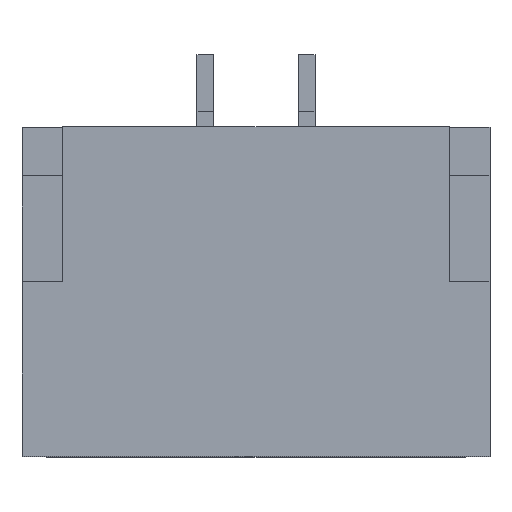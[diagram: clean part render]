
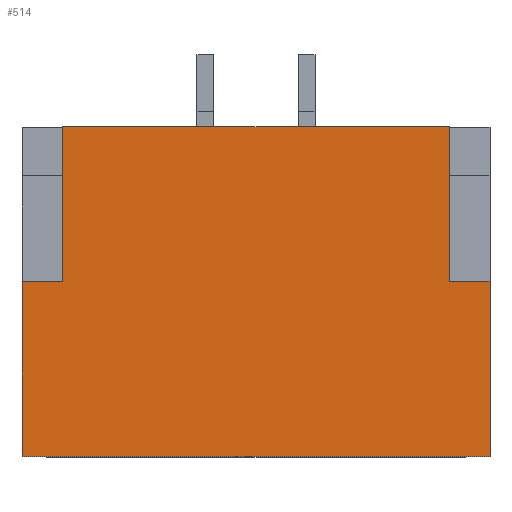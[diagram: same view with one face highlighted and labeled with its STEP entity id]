
A CAD part, top view. The second image highlights one B-rep face of the part: STEP entity #514.
In plain terms, the highlighted planar face has unit normal (0, 0, 1).
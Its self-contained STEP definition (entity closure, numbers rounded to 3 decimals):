
#28=VECTOR('',#29,1.);
#29=DIRECTION('',(0.,-1.,0.));
#58=DIRECTION('',(0.,0.,1.));
#76=VERTEX_POINT('',#77);
#77=CARTESIAN_POINT('',(-2.875,-0.32,4.245));
#79=ORIENTED_EDGE('',*,*,#80,.T.);
#80=EDGE_CURVE('',#76,#81,#83,.T.);
#81=VERTEX_POINT('',#82);
#82=CARTESIAN_POINT('',(-2.875,-2.47,4.245));
#83=LINE('',#84,#28);
#84=CARTESIAN_POINT('',(-2.875,1.58,4.245));
#96=VECTOR('',#97,1.);
#97=DIRECTION('',(0.,1.,0.));
#113=DIRECTION('',(1.,0.,0.));
#122=VECTOR('',#113,1.);
#317=VERTEX_POINT('',#318);
#318=CARTESIAN_POINT('',(2.875,-2.47,4.245));
#322=EDGE_CURVE('',#81,#317,#323,.T.);
#323=LINE('',#82,#122);
#514=ADVANCED_FACE('',(#515),#547,.T.);
#515=FACE_BOUND('',#516,.T.);
#516=EDGE_LOOP('',(#517,#524,#529,#79,#532,#533,#539,#544));
#517=ORIENTED_EDGE('',*,*,#518,.F.);
#518=EDGE_CURVE('',#519,#521,#523,.T.);
#519=VERTEX_POINT('',#520);
#520=CARTESIAN_POINT('',(-2.375,1.58,4.245));
#521=VERTEX_POINT('',#522);
#522=CARTESIAN_POINT('',(2.375,1.58,4.245));
#523=LINE('',#84,#122);
#524=ORIENTED_EDGE('',*,*,#525,.F.);
#525=EDGE_CURVE('',#526,#519,#528,.T.);
#526=VERTEX_POINT('',#527);
#527=CARTESIAN_POINT('',(-2.375,-0.32,4.245));
#528=LINE('',#527,#96);
#529=ORIENTED_EDGE('',*,*,#530,.F.);
#530=EDGE_CURVE('',#76,#526,#531,.T.);
#531=LINE('',#77,#122);
#532=ORIENTED_EDGE('',*,*,#322,.T.);
#533=ORIENTED_EDGE('',*,*,#534,.F.);
#534=EDGE_CURVE('',#535,#317,#537,.T.);
#535=VERTEX_POINT('',#536);
#536=CARTESIAN_POINT('',(2.875,-0.32,4.245));
#537=LINE('',#538,#28);
#538=CARTESIAN_POINT('',(2.875,1.58,4.245));
#539=ORIENTED_EDGE('',*,*,#540,.F.);
#540=EDGE_CURVE('',#541,#535,#543,.T.);
#541=VERTEX_POINT('',#542);
#542=CARTESIAN_POINT('',(2.375,-0.32,4.245));
#543=LINE('',#542,#122);
#544=ORIENTED_EDGE('',*,*,#545,.T.);
#545=EDGE_CURVE('',#541,#521,#546,.T.);
#546=LINE('',#542,#96);
#547=PLANE('',#548);
#548=AXIS2_PLACEMENT_3D('',#84,#58,#29);
